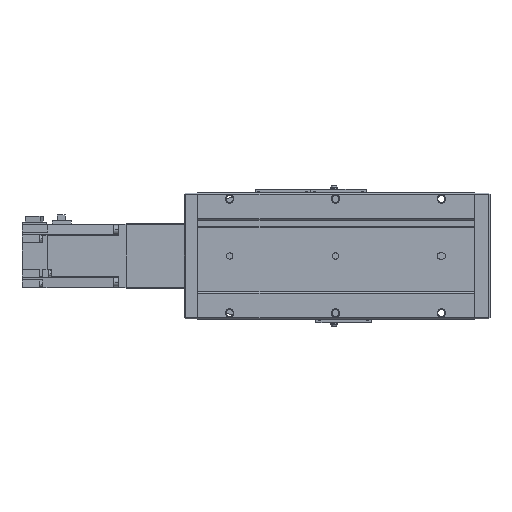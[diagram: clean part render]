
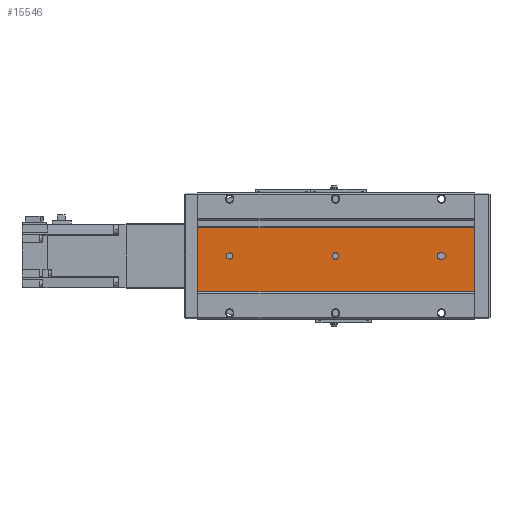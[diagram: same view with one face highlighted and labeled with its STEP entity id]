
A CAD part, front view. The second image highlights one B-rep face of the part: STEP entity #15546.
In plain terms, the highlighted planar face has unit normal (0, -1, 0).
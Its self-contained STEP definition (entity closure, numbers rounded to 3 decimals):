
#1281 = CARTESIAN_POINT ( 'NONE',  ( 130., 1., -3. ) ) ;
#1359 = VERTEX_POINT ( 'NONE', #8789 ) ;
#1374 = ORIENTED_EDGE ( 'NONE', *, *, #10476, .F. ) ;
#1725 = ORIENTED_EDGE ( 'NONE', *, *, #37275, .F. ) ;
#2418 = LINE ( 'NONE', #37630, #6216 ) ;
#2659 = CARTESIAN_POINT ( 'NONE',  ( 130., 1., 0. ) ) ;
#2794 = CIRCLE ( 'NONE', #15449, 3. ) ;
#2888 = PLANE ( 'NONE',  #20766 ) ;
#3086 = FACE_BOUND ( 'NONE', #32090, .T. ) ;
#3193 = CARTESIAN_POINT ( 'NONE',  ( 130., 1., 3. ) ) ;
#3770 = EDGE_CURVE ( 'NONE', #7434, #22325, #40781, .T. ) ;
#4527 = CARTESIAN_POINT ( 'NONE',  ( 229., 1., 0. ) ) ;
#4859 = AXIS2_PLACEMENT_3D ( 'NONE', #28550, #34419, #19198 ) ;
#5603 = LINE ( 'NONE', #5804, #17639 ) ;
#5643 = VERTEX_POINT ( 'NONE', #15178 ) ;
#5753 = DIRECTION ( 'NONE',  ( 1., 0., 0. ) ) ;
#5804 = CARTESIAN_POINT ( 'NONE',  ( 261., 1., 26.542 ) ) ;
#5811 = DIRECTION ( 'NONE',  ( 1., 0., 0. ) ) ;
#6216 = VECTOR ( 'NONE', #5753, 1000. ) ;
#6424 = DIRECTION ( 'NONE',  ( 0., 0., 1. ) ) ;
#6635 = CARTESIAN_POINT ( 'NONE',  ( 261., 1., 26.542 ) ) ;
#7434 = VERTEX_POINT ( 'NONE', #14983 ) ;
#7712 = ORIENTED_EDGE ( 'NONE', *, *, #24411, .F. ) ;
#8562 = CIRCLE ( 'NONE', #22511, 3. ) ;
#8789 = CARTESIAN_POINT ( 'NONE',  ( 30., 1., -3. ) ) ;
#9765 = DIRECTION ( 'NONE',  ( 0., 0., -1. ) ) ;
#10476 = EDGE_CURVE ( 'NONE', #27892, #7434, #2418, .T. ) ;
#10529 = VECTOR ( 'NONE', #13389, 1000. ) ;
#12082 = FACE_BOUND ( 'NONE', #34840, .T. ) ;
#12135 = CARTESIAN_POINT ( 'NONE',  ( 261., 1., 26.542 ) ) ;
#12170 = CARTESIAN_POINT ( 'NONE',  ( 130., 1., 0. ) ) ;
#12318 = ORIENTED_EDGE ( 'NONE', *, *, #31163, .F. ) ;
#12504 = DIRECTION ( 'NONE',  ( 0., 1., 0. ) ) ;
#13211 = VECTOR ( 'NONE', #25081, 1000. ) ;
#13389 = DIRECTION ( 'NONE',  ( -1., 0., 0. ) ) ;
#13513 = CARTESIAN_POINT ( 'NONE',  ( 0., 1., 26.542 ) ) ;
#14334 = EDGE_CURVE ( 'NONE', #23409, #37722, #2794, .T. ) ;
#14983 = CARTESIAN_POINT ( 'NONE',  ( 231., 1., -3. ) ) ;
#15007 = VERTEX_POINT ( 'NONE', #12135 ) ;
#15178 = CARTESIAN_POINT ( 'NONE',  ( 0., 1., -34. ) ) ;
#15449 = AXIS2_PLACEMENT_3D ( 'NONE', #2659, #15601, #6424 ) ;
#15546 = ADVANCED_FACE ( 'NONE', ( #18507, #37692, #12082, #3086 ), #2888, .F. ) ;
#15601 = DIRECTION ( 'NONE',  ( 0., -1., 0. ) ) ;
#16253 = AXIS2_PLACEMENT_3D ( 'NONE', #30067, #20102, #20912 ) ;
#16694 = ORIENTED_EDGE ( 'NONE', *, *, #37589, .F. ) ;
#17633 = DIRECTION ( 'NONE',  ( 0., -1., 0. ) ) ;
#17639 = VECTOR ( 'NONE', #33915, 1000. ) ;
#18101 = EDGE_CURVE ( 'NONE', #21349, #27892, #20792, .T. ) ;
#18131 = AXIS2_PLACEMENT_3D ( 'NONE', #4527, #17633, #26988 ) ;
#18507 = FACE_OUTER_BOUND ( 'NONE', #22780, .T. ) ;
#18911 = CARTESIAN_POINT ( 'NONE',  ( 0., 1., 26.542 ) ) ;
#18953 = ORIENTED_EDGE ( 'NONE', *, *, #3770, .F. ) ;
#19104 = VERTEX_POINT ( 'NONE', #28949 ) ;
#19121 = LINE ( 'NONE', #18911, #22502 ) ;
#19198 = DIRECTION ( 'NONE',  ( 0., 0., 1. ) ) ;
#20102 = DIRECTION ( 'NONE',  ( 0., -1., 0. ) ) ;
#20766 = AXIS2_PLACEMENT_3D ( 'NONE', #6635, #12504, #5811 ) ;
#20792 = CIRCLE ( 'NONE', #18131, 3. ) ;
#20912 = DIRECTION ( 'NONE',  ( 0., 0., 1. ) ) ;
#21349 = VERTEX_POINT ( 'NONE', #25782 ) ;
#21758 = LINE ( 'NONE', #24468, #13211 ) ;
#22325 = VERTEX_POINT ( 'NONE', #23556 ) ;
#22447 = CARTESIAN_POINT ( 'NONE',  ( 30., 1., 3. ) ) ;
#22502 = VECTOR ( 'NONE', #9765, 1000. ) ;
#22511 = AXIS2_PLACEMENT_3D ( 'NONE', #12170, #34841, #41089 ) ;
#22710 = EDGE_LOOP ( 'NONE', ( #1725, #37613 ) ) ;
#22780 = EDGE_LOOP ( 'NONE', ( #39237, #7712, #16694, #38853 ) ) ;
#23409 = VERTEX_POINT ( 'NONE', #3193 ) ;
#23556 = CARTESIAN_POINT ( 'NONE',  ( 231., 1., 3. ) ) ;
#24411 = EDGE_CURVE ( 'NONE', #19104, #5643, #21758, .T. ) ;
#24468 = CARTESIAN_POINT ( 'NONE',  ( 261., 1., -34. ) ) ;
#24976 = EDGE_CURVE ( 'NONE', #37722, #23409, #8562, .T. ) ;
#25081 = DIRECTION ( 'NONE',  ( -1., 0., 0. ) ) ;
#25240 = LINE ( 'NONE', #28782, #26806 ) ;
#25782 = CARTESIAN_POINT ( 'NONE',  ( 229., 1., 3. ) ) ;
#25911 = EDGE_CURVE ( 'NONE', #39523, #5643, #19121, .T. ) ;
#25940 = ORIENTED_EDGE ( 'NONE', *, *, #14334, .F. ) ;
#26806 = VECTOR ( 'NONE', #37961, 1000. ) ;
#26871 = CIRCLE ( 'NONE', #16253, 3. ) ;
#26988 = DIRECTION ( 'NONE',  ( 0., 0., 1. ) ) ;
#27557 = CIRCLE ( 'NONE', #32897, 3. ) ;
#27892 = VERTEX_POINT ( 'NONE', #40693 ) ;
#28550 = CARTESIAN_POINT ( 'NONE',  ( 231., 1., 0. ) ) ;
#28782 = CARTESIAN_POINT ( 'NONE',  ( 261., 1., 26.542 ) ) ;
#28949 = CARTESIAN_POINT ( 'NONE',  ( 261., 1., -34. ) ) ;
#29189 = CARTESIAN_POINT ( 'NONE',  ( 261., 1., 3. ) ) ;
#30067 = CARTESIAN_POINT ( 'NONE',  ( 30., 1., 0. ) ) ;
#30794 = ORIENTED_EDGE ( 'NONE', *, *, #24976, .F. ) ;
#31163 = EDGE_CURVE ( 'NONE', #22325, #21349, #39196, .T. ) ;
#32090 = EDGE_LOOP ( 'NONE', ( #1374, #40077, #12318, #18953 ) ) ;
#32897 = AXIS2_PLACEMENT_3D ( 'NONE', #38830, #33176, #32980 ) ;
#32980 = DIRECTION ( 'NONE',  ( 0., 0., 1. ) ) ;
#33042 = VERTEX_POINT ( 'NONE', #22447 ) ;
#33176 = DIRECTION ( 'NONE',  ( 0., -1., 0. ) ) ;
#33915 = DIRECTION ( 'NONE',  ( -1., 0., 0. ) ) ;
#34419 = DIRECTION ( 'NONE',  ( 0., -1., 0. ) ) ;
#34840 = EDGE_LOOP ( 'NONE', ( #30794, #25940 ) ) ;
#34841 = DIRECTION ( 'NONE',  ( 0., -1., 0. ) ) ;
#35057 = EDGE_CURVE ( 'NONE', #33042, #1359, #27557, .T. ) ;
#37275 = EDGE_CURVE ( 'NONE', #1359, #33042, #26871, .T. ) ;
#37589 = EDGE_CURVE ( 'NONE', #15007, #19104, #25240, .T. ) ;
#37613 = ORIENTED_EDGE ( 'NONE', *, *, #35057, .F. ) ;
#37630 = CARTESIAN_POINT ( 'NONE',  ( 261., 1., -3. ) ) ;
#37692 = FACE_BOUND ( 'NONE', #22710, .T. ) ;
#37722 = VERTEX_POINT ( 'NONE', #1281 ) ;
#37961 = DIRECTION ( 'NONE',  ( 0., 0., -1. ) ) ;
#38830 = CARTESIAN_POINT ( 'NONE',  ( 30., 1., 0. ) ) ;
#38853 = ORIENTED_EDGE ( 'NONE', *, *, #39349, .T. ) ;
#39196 = LINE ( 'NONE', #29189, #10529 ) ;
#39237 = ORIENTED_EDGE ( 'NONE', *, *, #25911, .T. ) ;
#39349 = EDGE_CURVE ( 'NONE', #15007, #39523, #5603, .T. ) ;
#39523 = VERTEX_POINT ( 'NONE', #13513 ) ;
#40077 = ORIENTED_EDGE ( 'NONE', *, *, #18101, .F. ) ;
#40693 = CARTESIAN_POINT ( 'NONE',  ( 229., 1., -3. ) ) ;
#40781 = CIRCLE ( 'NONE', #4859, 3. ) ;
#41089 = DIRECTION ( 'NONE',  ( 0., 0., 1. ) ) ;
